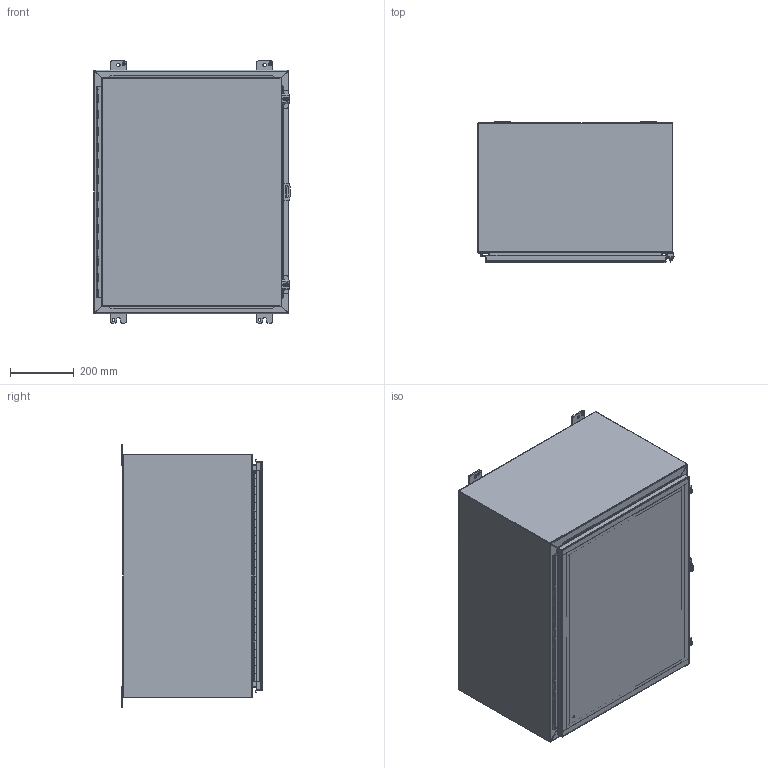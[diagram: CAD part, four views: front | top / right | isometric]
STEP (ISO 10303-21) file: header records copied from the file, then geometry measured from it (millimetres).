
FILE_DESCRIPTION (( 'STEP AP203' ), '1' );
FILE_NAME ('1418K16_Default.step', '2019-10-31T19:35:25', ( 'ADC123' ), ( 'Microsoft' ), 'SwSTEP 2.0', 'SolidWorks 2019', '' );
FILE_SCHEMA (( 'CONFIG_CONTROL_DESIGN' ));
Length unit declared in the file: inch
Products named in the file (1): 1418K16_Default
Bounding box: 612.77 x 442.9 x 819.15 mm (x, y, z)
Volume: 5328756.7 mm3; surface area: 5511227.6 mm2
Topology: 40 solids, 40 shells, 1203 faces, 3127 edges, 2034 vertices
Faces by surface type: plane 723, cylinder 404, bspline 66, cone 10
Entity records: 38886 total; most frequent: CARTESIAN_POINT 9115, ORIENTED_EDGE 6254, DIRECTION 6057, EDGE_CURVE 3127, LINE 2165, VECTOR 2165, VERTEX_POINT 2034, AXIS2_PLACEMENT_3D 1946
